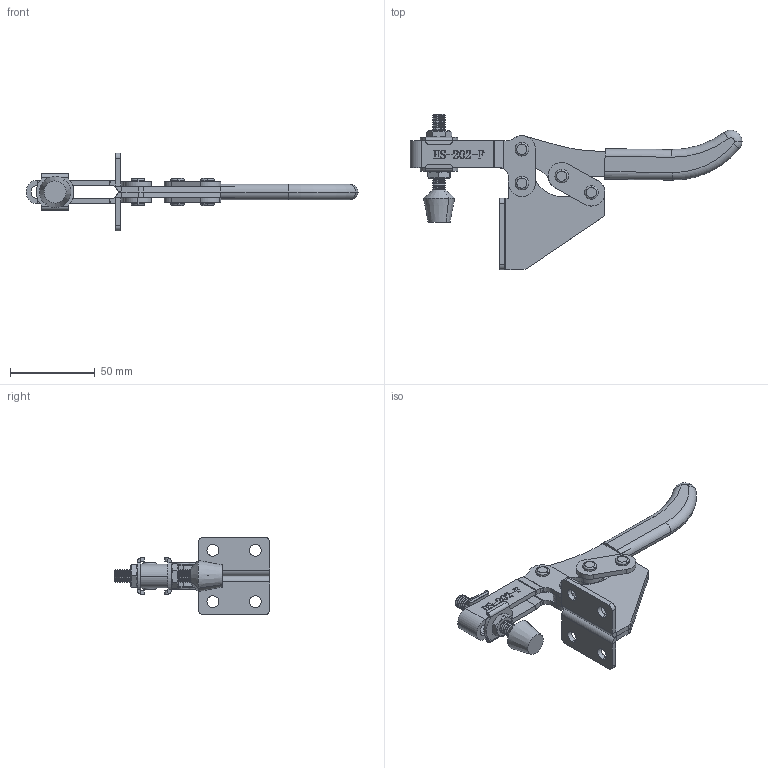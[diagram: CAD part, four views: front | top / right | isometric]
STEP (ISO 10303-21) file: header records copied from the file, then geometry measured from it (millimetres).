
FILE_DESCRIPTION (( 'STEP AP203' ), '1' );
FILE_NAME ('HS-202-F .STEP', '2019-10-15T07:06:52', ( '微软用户' ), ( '微软中国' ), 'SwSTEP 2.0', 'SolidWorks 2012', '' );
FILE_SCHEMA (( 'CONFIG_CONTROL_DESIGN' ));
Length unit declared in the file: millimetre
Products named in the file (12): HS-202-F ; hex finished bolt_ai_HFBOLT 0.3125-18x2x2-S; FW-516; hex thin nuts-grades ab-chamfered gb_GB_FASTENER_NUT_STNAB M8-N; 揤輸; 揤參; 种; 忒梟; 忒參; 蟀裝; 楊擘菁釱酘; 楊擘菁釱衵
Assembly tree (17 placements, depth 2):
  HS-202-F 
    楊擘菁釱衵
    楊擘菁釱酘
    蟀裝  x2
    忒參
    忒梟
    种  x4
    揤參
    揤輸
    hex thin nuts-grades ab-chamfered gb_GB_FASTENER_NUT_STNAB M8-N  x2
    FW-516  x2
    hex finished bolt_ai_HFBOLT 0.3125-18x2x2-S
Bounding box: 195.88 x 91.66 x 46 mm (x, y, z)
Volume: 57043.6 mm3; surface area: 42073.1 mm2
Topology: 18 solids, 18 shells, 936 faces, 2408 edges, 1541 vertices
Faces by surface type: plane 376, cylinder 230, cone 172, bspline 132, torus 26
Entity records: 33675 total; most frequent: CARTESIAN_POINT 11881, ORIENTED_EDGE 4402, DIRECTION 4013, EDGE_CURVE 2201, VERTEX_POINT 1411, AXIS2_PLACEMENT_3D 1379, VECTOR 1255, LINE 1255
